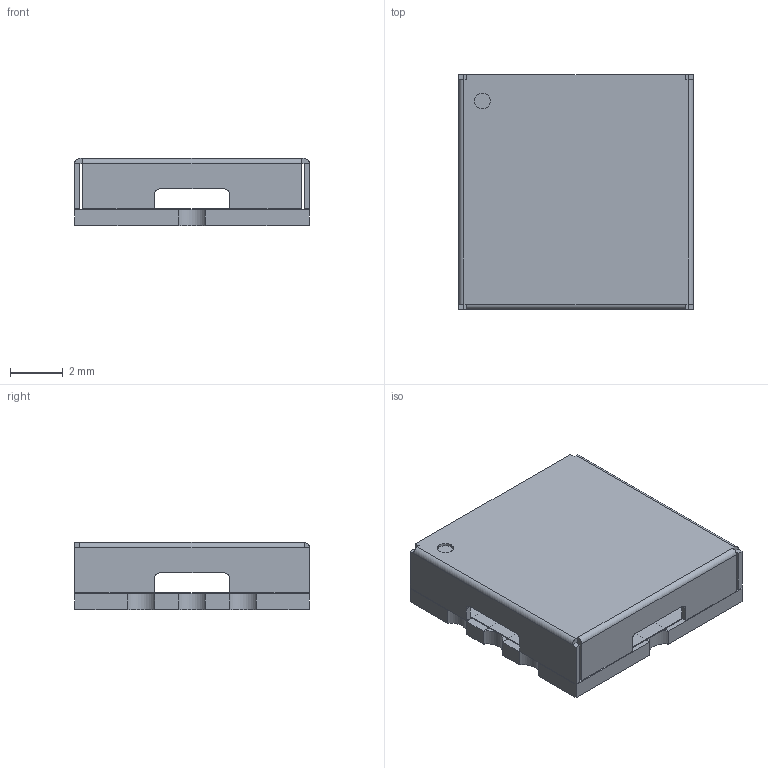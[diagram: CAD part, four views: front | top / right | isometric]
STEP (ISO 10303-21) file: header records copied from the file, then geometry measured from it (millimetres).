
FILE_DESCRIPTION((''),'2;1');
FILE_NAME('MINI-CIRCUITS_GP731.stp','2014-07-17T15:48:48',(''),(''),'Mechanical Desktop 2011','Mechanical Desktop 2011',', , ');
FILE_SCHEMA(('AUTOMOTIVE_DESIGN { 1 2 10303 214 1 1 1 1 }'));
Length unit declared in the file: millimetre
Products named in the file (1): Product
Bounding box: 8.89 x 8.89 x 2.54 mm (x, y, z)
Volume: 74.8 mm3; surface area: 620.7 mm2
Topology: 11 solids, 11 shells, 152 faces, 373 edges, 244 vertices
Faces by surface type: plane 83, bspline 56, cylinder 13
Entity records: 4567 total; most frequent: CARTESIAN_POINT 1050, ORIENTED_EDGE 746, DIRECTION 609, EDGE_CURVE 373, VECTOR 331, LINE 331, VERTEX_POINT 244, EDGE_LOOP 153
